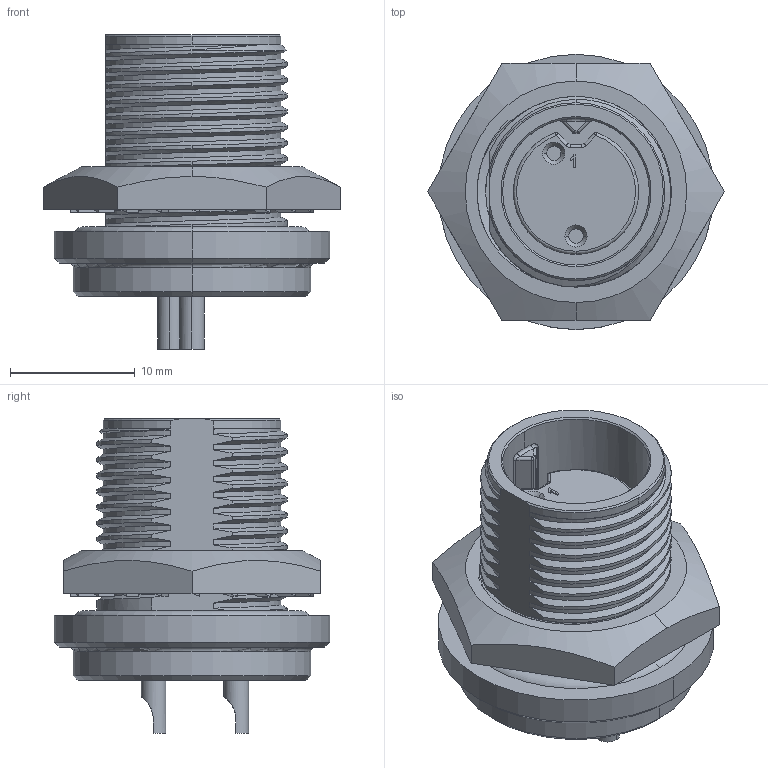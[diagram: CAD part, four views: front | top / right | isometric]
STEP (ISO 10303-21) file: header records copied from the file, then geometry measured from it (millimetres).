
FILE_DESCRIPTION (( 'STEP AP203' ), '1' );
FILE_NAME ('SF7282-2SG-3ES1.STEP', '2014-02-18T16:28:33', ( 'J0FPBF1' ), ( '' ), 'SwSTEP 2.0', 'SolidWorks 2012', '' );
FILE_SCHEMA (( 'CONFIG_CONTROL_DESIGN' ));
Length unit declared in the file: inch
Products named in the file (1): SF7282-2SG-3ES1
Bounding box: 23.82 x 22.1 x 25.22 mm (x, y, z)
Volume: 4276.2 mm3; surface area: 3490.9 mm2
Topology: 2 solids, 2 shells, 346 faces, 856 edges, 544 vertices
Faces by surface type: plane 178, cylinder 85, bspline 43, cone 27, torus 9, sphere 4
Entity records: 25602 total; most frequent: CARTESIAN_POINT 17887, ORIENTED_EDGE 1706, DIRECTION 1403, EDGE_CURVE 853, VERTEX_POINT 544, LINE 517, VECTOR 517, AXIS2_PLACEMENT_3D 443
